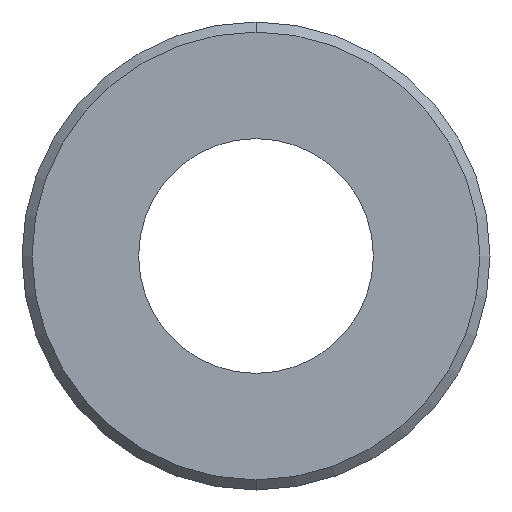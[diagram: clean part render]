
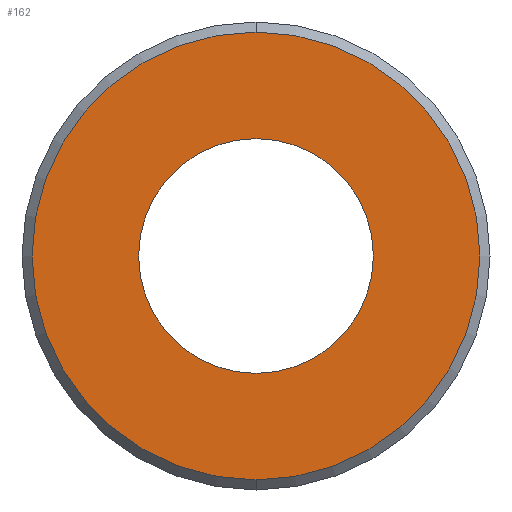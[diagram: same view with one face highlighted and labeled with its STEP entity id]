
A CAD part, front view. The second image highlights one B-rep face of the part: STEP entity #162.
In plain terms, the highlighted planar face has unit normal (0, -1, 0).
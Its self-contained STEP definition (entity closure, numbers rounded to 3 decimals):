
#25 = VERTEX_POINT ( 'NONE', #399 ) ;
#35 = VERTEX_POINT ( 'NONE', #341 ) ;
#37 = EDGE_CURVE ( 'NONE', #35, #25, #334, .T. ) ;
#86 = VERTEX_POINT ( 'NONE', #442 ) ;
#87 = VERTEX_POINT ( 'NONE', #441 ) ;
#88 = EDGE_CURVE ( 'NONE', #87, #86, #439, .T. ) ;
#162 = ADVANCED_FACE ( 'NONE', ( #573, #572 ), #569, .T. ) ;
#163 = EDGE_LOOP ( 'NONE', ( #164, #271 ) ) ;
#164 = ORIENTED_EDGE ( 'NONE', *, *, #165, .T. ) ;
#165 = EDGE_CURVE ( 'NONE', #86, #87, #505, .T. ) ;
#214 = ORIENTED_EDGE ( 'NONE', *, *, #217, .T. ) ;
#217 = EDGE_CURVE ( 'NONE', #25, #35, #723, .T. ) ;
#265 = ORIENTED_EDGE ( 'NONE', *, *, #37, .T. ) ;
#268 = EDGE_LOOP ( 'NONE', ( #214, #265 ) ) ;
#271 = ORIENTED_EDGE ( 'NONE', *, *, #88, .T. ) ;
#330 = DIRECTION ( 'NONE',  ( 0., 0., -1. ) ) ;
#331 = DIRECTION ( 'NONE',  ( 0., -1., 0. ) ) ;
#332 = CARTESIAN_POINT ( 'NONE',  ( 0., 0., 0. ) ) ;
#333 = AXIS2_PLACEMENT_3D ( 'NONE', #332, #331, #330 ) ;
#334 = CIRCLE ( 'NONE', #333, 6.675 ) ;
#341 = CARTESIAN_POINT ( 'NONE',  ( 0., 0., -6.675 ) ) ;
#399 = CARTESIAN_POINT ( 'NONE',  ( 0., 0., 6.675 ) ) ;
#435 = DIRECTION ( 'NONE',  ( 0., 0., 1. ) ) ;
#436 = DIRECTION ( 'NONE',  ( 0., 1., 0. ) ) ;
#437 = CARTESIAN_POINT ( 'NONE',  ( 0., 0., 0. ) ) ;
#438 = AXIS2_PLACEMENT_3D ( 'NONE', #437, #436, #435 ) ;
#439 = CIRCLE ( 'NONE', #438, 3.5 ) ;
#441 = CARTESIAN_POINT ( 'NONE',  ( 0., 0., -3.5 ) ) ;
#442 = CARTESIAN_POINT ( 'NONE',  ( 0., 0., 3.5 ) ) ;
#499 = DIRECTION ( 'NONE',  ( 0., 0., 1. ) ) ;
#500 = DIRECTION ( 'NONE',  ( 0., 1., 0. ) ) ;
#501 = CARTESIAN_POINT ( 'NONE',  ( 0., 0., 0. ) ) ;
#502 = AXIS2_PLACEMENT_3D ( 'NONE', #501, #500, #499 ) ;
#503 = DIRECTION ( 'NONE',  ( 0., 0., -1. ) ) ;
#504 = DIRECTION ( 'NONE',  ( 0., -1., 0. ) ) ;
#505 = CIRCLE ( 'NONE', #502, 3.5 ) ;
#569 = PLANE ( 'NONE',  #571 ) ;
#570 = CARTESIAN_POINT ( 'NONE',  ( 6.675, 0., 0. ) ) ;
#571 = AXIS2_PLACEMENT_3D ( 'NONE', #570, #504, #503 ) ;
#572 = FACE_OUTER_BOUND ( 'NONE', #268, .T. ) ;
#573 = FACE_BOUND ( 'NONE', #163, .T. ) ;
#695 = DIRECTION ( 'NONE',  ( 0., 0., -1. ) ) ;
#696 = DIRECTION ( 'NONE',  ( 0., -1., 0. ) ) ;
#697 = CARTESIAN_POINT ( 'NONE',  ( 0., 0., 0. ) ) ;
#698 = AXIS2_PLACEMENT_3D ( 'NONE', #697, #696, #695 ) ;
#723 = CIRCLE ( 'NONE', #698, 6.675 ) ;
